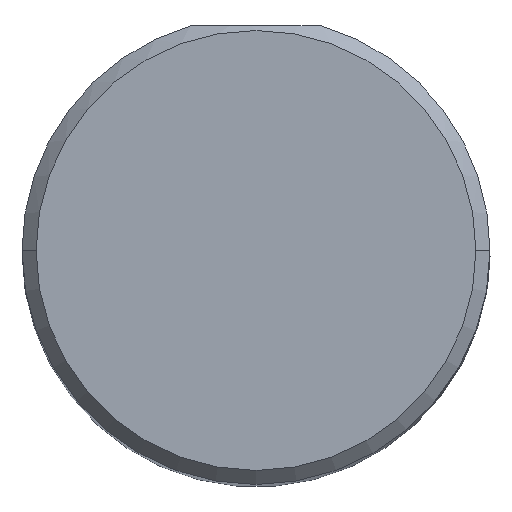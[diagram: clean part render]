
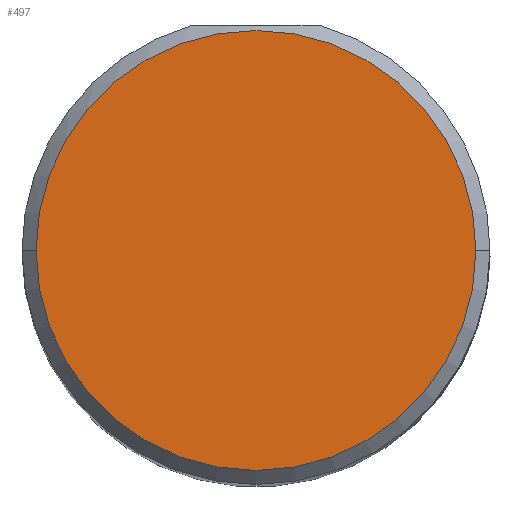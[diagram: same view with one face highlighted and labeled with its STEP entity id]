
A CAD part, top view. The second image highlights one B-rep face of the part: STEP entity #497.
In plain terms, the highlighted planar face has unit normal (0, 0, 1).
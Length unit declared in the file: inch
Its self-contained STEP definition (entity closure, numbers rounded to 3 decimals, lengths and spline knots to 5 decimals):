
#49 = CARTESIAN_POINT ( 'NONE',  ( 0., 0., 4. ) ) ;
#61 = AXIS2_PLACEMENT_3D ( 'NONE', #179, #215, #211 ) ;
#104 = CARTESIAN_POINT ( 'NONE',  ( -0.235, 0., 4. ) ) ;
#123 = ORIENTED_EDGE ( 'NONE', *, *, #160, .T. ) ;
#160 = EDGE_CURVE ( 'NONE', #210, #266, #377, .T. ) ;
#166 = EDGE_CURVE ( 'NONE', #266, #210, #344, .T. ) ;
#171 = CARTESIAN_POINT ( 'NONE',  ( 0., 0., 4. ) ) ;
#179 = CARTESIAN_POINT ( 'NONE',  ( 0., 0., 4. ) ) ;
#208 = FACE_OUTER_BOUND ( 'NONE', #445, .T. ) ;
#210 = VERTEX_POINT ( 'NONE', #104 ) ;
#211 = DIRECTION ( 'NONE',  ( 1., 0., 0. ) ) ;
#212 = DIRECTION ( 'NONE',  ( 1., 0., 0. ) ) ;
#215 = DIRECTION ( 'NONE',  ( 0., 0., 1. ) ) ;
#252 = DIRECTION ( 'NONE',  ( 1., 0., 0. ) ) ;
#266 = VERTEX_POINT ( 'NONE', #387 ) ;
#296 = ORIENTED_EDGE ( 'NONE', *, *, #166, .T. ) ;
#330 = DIRECTION ( 'NONE',  ( 0., 0., 1. ) ) ;
#344 = CIRCLE ( 'NONE', #529, 0.235 ) ;
#370 = PLANE ( 'NONE',  #61 ) ;
#377 = CIRCLE ( 'NONE', #404, 0.235 ) ;
#387 = CARTESIAN_POINT ( 'NONE',  ( 0.235, 0., 4. ) ) ;
#404 = AXIS2_PLACEMENT_3D ( 'NONE', #171, #330, #212 ) ;
#445 = EDGE_LOOP ( 'NONE', ( #123, #296 ) ) ;
#496 = DIRECTION ( 'NONE',  ( 0., 0., 1. ) ) ;
#497 = ADVANCED_FACE ( 'NONE', ( #208 ), #370, .T. ) ;
#529 = AXIS2_PLACEMENT_3D ( 'NONE', #49, #496, #252 ) ;
